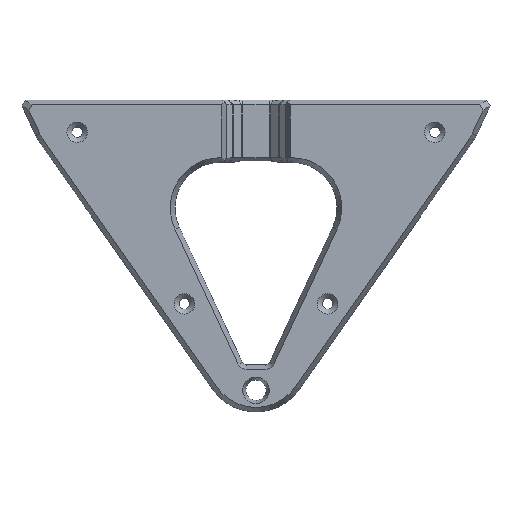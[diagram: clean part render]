
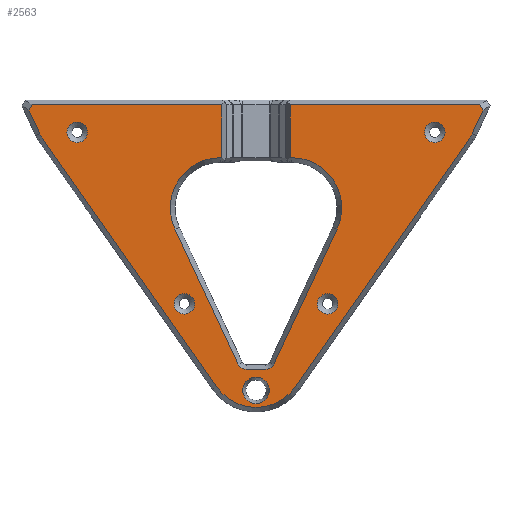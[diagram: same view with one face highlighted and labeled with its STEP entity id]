
A CAD part, top view. The second image highlights one B-rep face of the part: STEP entity #2563.
In plain terms, the highlighted planar face has unit normal (0, 0, 1).
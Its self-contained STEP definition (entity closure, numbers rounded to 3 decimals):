
#124=FACE_BOUND('',#305,.T.);
#125=FACE_BOUND('',#306,.T.);
#126=FACE_BOUND('',#307,.T.);
#127=FACE_BOUND('',#308,.T.);
#128=FACE_BOUND('',#309,.T.);
#149=FACE_OUTER_BOUND('',#304,.T.);
#304=EDGE_LOOP('',(#1772,#1773,#1774,#1775,#1776,#1777,#1778,#1779,#1780,
#1781,#1782,#1783,#1784,#1785,#1786,#1787,#1788,#1789,#1790,#1791,#1792,
#1793));
#305=EDGE_LOOP('',(#1794));
#306=EDGE_LOOP('',(#1795));
#307=EDGE_LOOP('',(#1796));
#308=EDGE_LOOP('',(#1797));
#309=EDGE_LOOP('',(#1798));
#480=CIRCLE('',#2748,4.25);
#481=CIRCLE('',#2750,16.1);
#482=CIRCLE('',#2751,3.);
#483=CIRCLE('',#2752,3.);
#484=CIRCLE('',#2753,16.1);
#485=CIRCLE('',#2754,8.5);
#486=CIRCLE('',#2755,15.5);
#487=CIRCLE('',#2756,8.5);
#488=CIRCLE('',#2757,3.3);
#489=CIRCLE('',#2758,3.3);
#490=CIRCLE('',#2759,3.3);
#491=CIRCLE('',#2760,3.3);
#579=LINE('',#3834,#842);
#580=LINE('',#3836,#843);
#581=LINE('',#3838,#844);
#582=LINE('',#3840,#845);
#583=LINE('',#3844,#846);
#584=LINE('',#3848,#847);
#585=LINE('',#3852,#848);
#586=LINE('',#3856,#849);
#587=LINE('',#3858,#850);
#588=LINE('',#3860,#851);
#589=LINE('',#3862,#852);
#590=LINE('',#3864,#853);
#591=LINE('',#3868,#854);
#592=LINE('',#3872,#855);
#593=LINE('',#3875,#856);
#842=VECTOR('',#3060,1.989);
#843=VECTOR('',#3061,60.83);
#844=VECTOR('',#3062,17.);
#845=VECTOR('',#3063,0.441);
#846=VECTOR('',#3066,47.847);
#847=VECTOR('',#3069,6.186);
#848=VECTOR('',#3072,47.847);
#849=VECTOR('',#3075,0.441);
#850=VECTOR('',#3076,17.);
#851=VECTOR('',#3077,60.83);
#852=VECTOR('',#3078,1.989);
#853=VECTOR('',#3079,8.416);
#854=VECTOR('',#3082,97.538);
#855=VECTOR('',#3085,97.538);
#856=VECTOR('',#3088,8.416);
#1118=VERTEX_POINT('',#3828);
#1119=VERTEX_POINT('',#3832);
#1120=VERTEX_POINT('',#3833);
#1121=VERTEX_POINT('',#3835);
#1122=VERTEX_POINT('',#3837);
#1123=VERTEX_POINT('',#3839);
#1124=VERTEX_POINT('',#3841);
#1125=VERTEX_POINT('',#3843);
#1126=VERTEX_POINT('',#3845);
#1127=VERTEX_POINT('',#3847);
#1128=VERTEX_POINT('',#3849);
#1129=VERTEX_POINT('',#3851);
#1130=VERTEX_POINT('',#3853);
#1131=VERTEX_POINT('',#3855);
#1132=VERTEX_POINT('',#3857);
#1133=VERTEX_POINT('',#3859);
#1134=VERTEX_POINT('',#3861);
#1135=VERTEX_POINT('',#3863);
#1136=VERTEX_POINT('',#3865);
#1137=VERTEX_POINT('',#3867);
#1138=VERTEX_POINT('',#3869);
#1139=VERTEX_POINT('',#3871);
#1140=VERTEX_POINT('',#3873);
#1141=VERTEX_POINT('',#3876);
#1142=VERTEX_POINT('',#3878);
#1143=VERTEX_POINT('',#3880);
#1144=VERTEX_POINT('',#3882);
#1365=EDGE_CURVE('',#1118,#1118,#480,.T.);
#1366=EDGE_CURVE('',#1119,#1120,#579,.T.);
#1367=EDGE_CURVE('',#1120,#1121,#580,.T.);
#1368=EDGE_CURVE('',#1121,#1122,#581,.T.);
#1369=EDGE_CURVE('',#1122,#1123,#582,.T.);
#1370=EDGE_CURVE('',#1123,#1124,#481,.T.);
#1371=EDGE_CURVE('',#1124,#1125,#583,.T.);
#1372=EDGE_CURVE('',#1125,#1126,#482,.T.);
#1373=EDGE_CURVE('',#1126,#1127,#584,.T.);
#1374=EDGE_CURVE('',#1127,#1128,#483,.T.);
#1375=EDGE_CURVE('',#1128,#1129,#585,.T.);
#1376=EDGE_CURVE('',#1129,#1130,#484,.T.);
#1377=EDGE_CURVE('',#1130,#1131,#586,.T.);
#1378=EDGE_CURVE('',#1131,#1132,#587,.T.);
#1379=EDGE_CURVE('',#1132,#1133,#588,.T.);
#1380=EDGE_CURVE('',#1133,#1134,#589,.T.);
#1381=EDGE_CURVE('',#1134,#1135,#590,.T.);
#1382=EDGE_CURVE('',#1135,#1136,#485,.T.);
#1383=EDGE_CURVE('',#1136,#1137,#591,.T.);
#1384=EDGE_CURVE('',#1137,#1138,#486,.T.);
#1385=EDGE_CURVE('',#1138,#1139,#592,.T.);
#1386=EDGE_CURVE('',#1139,#1140,#487,.T.);
#1387=EDGE_CURVE('',#1140,#1119,#593,.T.);
#1388=EDGE_CURVE('',#1141,#1141,#488,.T.);
#1389=EDGE_CURVE('',#1142,#1142,#489,.T.);
#1390=EDGE_CURVE('',#1143,#1143,#490,.T.);
#1391=EDGE_CURVE('',#1144,#1144,#491,.T.);
#1772=ORIENTED_EDGE('',*,*,#1366,.T.);
#1773=ORIENTED_EDGE('',*,*,#1367,.T.);
#1774=ORIENTED_EDGE('',*,*,#1368,.T.);
#1775=ORIENTED_EDGE('',*,*,#1369,.T.);
#1776=ORIENTED_EDGE('',*,*,#1370,.T.);
#1777=ORIENTED_EDGE('',*,*,#1371,.T.);
#1778=ORIENTED_EDGE('',*,*,#1372,.T.);
#1779=ORIENTED_EDGE('',*,*,#1373,.T.);
#1780=ORIENTED_EDGE('',*,*,#1374,.T.);
#1781=ORIENTED_EDGE('',*,*,#1375,.T.);
#1782=ORIENTED_EDGE('',*,*,#1376,.T.);
#1783=ORIENTED_EDGE('',*,*,#1377,.T.);
#1784=ORIENTED_EDGE('',*,*,#1378,.T.);
#1785=ORIENTED_EDGE('',*,*,#1379,.T.);
#1786=ORIENTED_EDGE('',*,*,#1380,.T.);
#1787=ORIENTED_EDGE('',*,*,#1381,.T.);
#1788=ORIENTED_EDGE('',*,*,#1382,.T.);
#1789=ORIENTED_EDGE('',*,*,#1383,.T.);
#1790=ORIENTED_EDGE('',*,*,#1384,.T.);
#1791=ORIENTED_EDGE('',*,*,#1385,.T.);
#1792=ORIENTED_EDGE('',*,*,#1386,.T.);
#1793=ORIENTED_EDGE('',*,*,#1387,.T.);
#1794=ORIENTED_EDGE('',*,*,#1388,.T.);
#1795=ORIENTED_EDGE('',*,*,#1389,.T.);
#1796=ORIENTED_EDGE('',*,*,#1390,.T.);
#1797=ORIENTED_EDGE('',*,*,#1391,.T.);
#1798=ORIENTED_EDGE('',*,*,#1365,.T.);
#2480=PLANE('',#2749);
#2563=ADVANCED_FACE('',(#149,#124,#125,#126,#127,#128),#2480,.T.);
#2748=AXIS2_PLACEMENT_3D('',#3830,#3056,#3057);
#2749=AXIS2_PLACEMENT_3D('',#3831,#3058,#3059);
#2750=AXIS2_PLACEMENT_3D('',#3842,#3064,#3065);
#2751=AXIS2_PLACEMENT_3D('',#3846,#3067,#3068);
#2752=AXIS2_PLACEMENT_3D('',#3850,#3070,#3071);
#2753=AXIS2_PLACEMENT_3D('',#3854,#3073,#3074);
#2754=AXIS2_PLACEMENT_3D('',#3866,#3080,#3081);
#2755=AXIS2_PLACEMENT_3D('',#3870,#3083,#3084);
#2756=AXIS2_PLACEMENT_3D('',#3874,#3086,#3087);
#2757=AXIS2_PLACEMENT_3D('',#3877,#3089,#3090);
#2758=AXIS2_PLACEMENT_3D('',#3879,#3091,#3092);
#2759=AXIS2_PLACEMENT_3D('',#3881,#3093,#3094);
#2760=AXIS2_PLACEMENT_3D('',#3883,#3095,#3096);
#3056=DIRECTION('center_axis',(0.,0.,-1.));
#3057=DIRECTION('ref_axis',(0.,1.,0.));
#3058=DIRECTION('center_axis',(0.,0.,1.));
#3059=DIRECTION('ref_axis',(0.,1.,0.));
#3060=DIRECTION('',(-0.541,0.841,0.));
#3061=DIRECTION('',(-1.,0.,0.));
#3062=DIRECTION('',(0.,-1.,0.));
#3063=DIRECTION('',(1.,0.,0.));
#3064=DIRECTION('center_axis',(0.,0.,-1.));
#3065=DIRECTION('ref_axis',(0.,1.,0.));
#3066=DIRECTION('',(-0.423,-0.906,0.));
#3067=DIRECTION('center_axis',(0.,0.,-1.));
#3068=DIRECTION('ref_axis',(0.906,-0.423,0.));
#3069=DIRECTION('',(-1.,0.,0.));
#3070=DIRECTION('center_axis',(0.,0.,-1.));
#3071=DIRECTION('ref_axis',(0.,-1.,0.));
#3072=DIRECTION('',(-0.423,0.906,0.));
#3073=DIRECTION('center_axis',(0.,0.,-1.));
#3074=DIRECTION('ref_axis',(-0.906,-0.423,0.));
#3075=DIRECTION('',(1.,0.,0.));
#3076=DIRECTION('',(0.,1.,0.));
#3077=DIRECTION('',(-1.,0.,0.));
#3078=DIRECTION('',(-0.541,-0.841,0.));
#3079=DIRECTION('',(0.415,-0.91,0.));
#3080=DIRECTION('center_axis',(0.,0.,1.));
#3081=DIRECTION('ref_axis',(-0.91,-0.415,0.));
#3082=DIRECTION('',(0.574,-0.819,0.));
#3083=DIRECTION('center_axis',(0.,0.,1.));
#3084=DIRECTION('ref_axis',(-0.819,-0.574,0.));
#3085=DIRECTION('',(0.574,0.819,0.));
#3086=DIRECTION('center_axis',(0.,0.,1.));
#3087=DIRECTION('ref_axis',(0.819,-0.574,0.));
#3088=DIRECTION('',(0.415,0.91,0.));
#3089=DIRECTION('center_axis',(0.,0.,-1.));
#3090=DIRECTION('ref_axis',(0.,-1.,0.));
#3091=DIRECTION('center_axis',(0.,0.,-1.));
#3092=DIRECTION('ref_axis',(0.,-1.,0.));
#3093=DIRECTION('center_axis',(0.,0.,-1.));
#3094=DIRECTION('ref_axis',(0.,1.,0.));
#3095=DIRECTION('center_axis',(0.,0.,-1.));
#3096=DIRECTION('ref_axis',(0.,-1.,0.));
#3828=CARTESIAN_POINT('',(0.,34.255,14.5));
#3830=CARTESIAN_POINT('Origin',(0.,30.005,14.5));
#3831=CARTESIAN_POINT('Origin',(0.,0.,14.5));
#3832=CARTESIAN_POINT('',(72.906,120.082,14.5));
#3833=CARTESIAN_POINT('',(71.83,121.755,14.5));
#3834=CARTESIAN_POINT('',(72.906,120.082,14.5));
#3835=CARTESIAN_POINT('',(11.,121.755,14.5));
#3836=CARTESIAN_POINT('',(71.83,121.755,14.5));
#3837=CARTESIAN_POINT('',(11.,104.755,14.5));
#3838=CARTESIAN_POINT('',(11.,121.755,14.5));
#3839=CARTESIAN_POINT('',(11.441,104.755,14.5));
#3840=CARTESIAN_POINT('',(11.,104.755,14.5));
#3841=CARTESIAN_POINT('',(26.033,81.851,14.5));
#3842=CARTESIAN_POINT('Origin',(11.441,88.655,14.5));
#3843=CARTESIAN_POINT('',(5.812,38.487,14.5));
#3844=CARTESIAN_POINT('',(26.033,81.851,14.5));
#3845=CARTESIAN_POINT('',(3.093,36.755,14.5));
#3846=CARTESIAN_POINT('Origin',(3.093,39.755,14.5));
#3847=CARTESIAN_POINT('',(-3.093,36.755,14.5));
#3848=CARTESIAN_POINT('',(3.093,36.755,14.5));
#3849=CARTESIAN_POINT('',(-5.812,38.487,14.5));
#3850=CARTESIAN_POINT('Origin',(-3.093,39.755,14.5));
#3851=CARTESIAN_POINT('',(-26.033,81.851,14.5));
#3852=CARTESIAN_POINT('',(-5.812,38.487,14.5));
#3853=CARTESIAN_POINT('',(-11.441,104.755,14.5));
#3854=CARTESIAN_POINT('Origin',(-11.441,88.655,14.5));
#3855=CARTESIAN_POINT('',(-11.,104.755,14.5));
#3856=CARTESIAN_POINT('',(-11.441,104.755,14.5));
#3857=CARTESIAN_POINT('',(-11.,121.755,14.5));
#3858=CARTESIAN_POINT('',(-11.,104.755,14.5));
#3859=CARTESIAN_POINT('',(-71.83,121.755,14.5));
#3860=CARTESIAN_POINT('',(-11.,121.755,14.5));
#3861=CARTESIAN_POINT('',(-72.906,120.082,14.5));
#3862=CARTESIAN_POINT('',(-71.83,121.755,14.5));
#3863=CARTESIAN_POINT('',(-69.414,112.425,14.5));
#3864=CARTESIAN_POINT('',(-72.906,120.082,14.5));
#3865=CARTESIAN_POINT('',(-68.643,111.077,14.5));
#3866=CARTESIAN_POINT('Origin',(-61.68,115.952,14.5));
#3867=CARTESIAN_POINT('',(-12.697,31.178,14.5));
#3868=CARTESIAN_POINT('',(-68.643,111.077,14.5));
#3869=CARTESIAN_POINT('',(12.697,31.178,14.5));
#3870=CARTESIAN_POINT('Origin',(0.,40.068,14.5));
#3871=CARTESIAN_POINT('',(68.643,111.077,14.5));
#3872=CARTESIAN_POINT('',(12.697,31.178,14.5));
#3873=CARTESIAN_POINT('',(69.414,112.425,14.5));
#3874=CARTESIAN_POINT('Origin',(61.68,115.952,14.5));
#3875=CARTESIAN_POINT('',(69.414,112.425,14.5));
#3876=CARTESIAN_POINT('',(-23.012,61.098,14.5));
#3877=CARTESIAN_POINT('Origin',(-23.012,57.798,14.5));
#3878=CARTESIAN_POINT('',(23.012,61.098,14.5));
#3879=CARTESIAN_POINT('Origin',(23.012,57.798,14.5));
#3880=CARTESIAN_POINT('',(57.457,116.221,14.5));
#3881=CARTESIAN_POINT('Origin',(57.457,112.921,14.5));
#3882=CARTESIAN_POINT('',(-57.457,116.221,14.5));
#3883=CARTESIAN_POINT('Origin',(-57.457,112.921,14.5));
